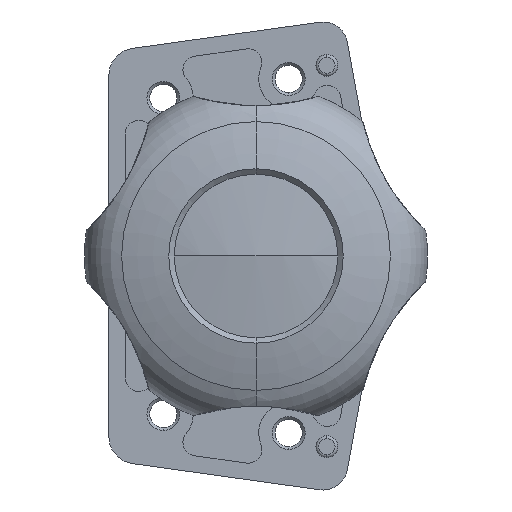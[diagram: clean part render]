
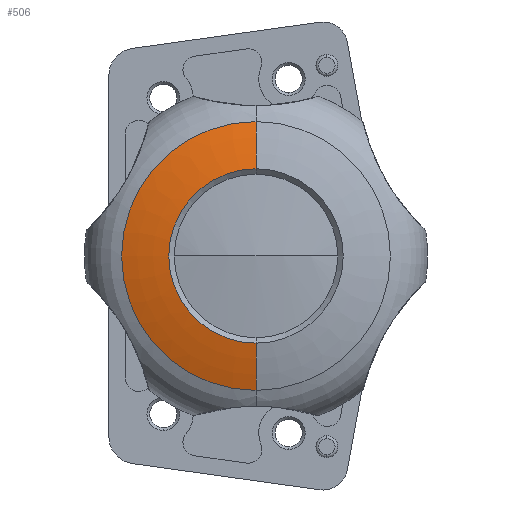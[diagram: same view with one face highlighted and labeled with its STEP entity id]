
A CAD part, front view. The second image highlights one B-rep face of the part: STEP entity #506.
In plain terms, the highlighted toroidal (fillet/blend) face has major radius 0.683 mm and minor radius 80 mm.
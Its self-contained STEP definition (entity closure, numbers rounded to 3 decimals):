
#44 = EDGE_LOOP ( 'NONE', ( #3512, #1735, #2643, #6313 ) ) ;
#284 = CARTESIAN_POINT ( 'NONE',  ( 0., 60.741, 0.683 ) ) ;
#367 = DIRECTION ( 'NONE',  ( 0., 0., -1. ) ) ;
#396 = VERTEX_POINT ( 'NONE', #5995 ) ;
#506 = ADVANCED_FACE ( 'NONE', ( #4113 ), #1658, .T. ) ;
#926 = DIRECTION ( 'NONE',  ( 0., -1., 0. ) ) ;
#1092 = AXIS2_PLACEMENT_3D ( 'NONE', #2445, #3062, #4200 ) ;
#1287 = AXIS2_PLACEMENT_3D ( 'NONE', #284, #3314, #6388 ) ;
#1527 = CIRCLE ( 'NONE', #1092, 24.669 ) ;
#1658 = TOROIDAL_SURFACE ( 'NONE', #7070, -0.683, 80. ) ;
#1735 = ORIENTED_EDGE ( 'NONE', *, *, #5509, .T. ) ;
#2299 = CARTESIAN_POINT ( 'NONE',  ( 0., -15.136, 24.669 ) ) ;
#2445 = CARTESIAN_POINT ( 'NONE',  ( 0., -15.136, 0. ) ) ;
#2487 = CARTESIAN_POINT ( 'NONE',  ( 0., 60.741, 0. ) ) ;
#2614 = EDGE_CURVE ( 'NONE', #4735, #6298, #5773, .T. ) ;
#2643 = ORIENTED_EDGE ( 'NONE', *, *, #6838, .T. ) ;
#2709 = CIRCLE ( 'NONE', #4802, 80. ) ;
#2802 = DIRECTION ( 'NONE',  ( 1., 0., 0. ) ) ;
#3062 = DIRECTION ( 'NONE',  ( 0., -1., 0. ) ) ;
#3314 = DIRECTION ( 'NONE',  ( -1., 0., 0. ) ) ;
#3454 = AXIS2_PLACEMENT_3D ( 'NONE', #5730, #926, #367 ) ;
#3512 = ORIENTED_EDGE ( 'NONE', *, *, #4084, .F. ) ;
#3575 = CIRCLE ( 'NONE', #1287, 80. ) ;
#4084 = EDGE_CURVE ( 'NONE', #4342, #4735, #2709, .T. ) ;
#4113 = FACE_OUTER_BOUND ( 'NONE', #44, .T. ) ;
#4200 = DIRECTION ( 'NONE',  ( 0., 0., -1. ) ) ;
#4342 = VERTEX_POINT ( 'NONE', #2299 ) ;
#4735 = VERTEX_POINT ( 'NONE', #7047 ) ;
#4802 = AXIS2_PLACEMENT_3D ( 'NONE', #5862, #2802, #6457 ) ;
#5509 = EDGE_CURVE ( 'NONE', #4342, #396, #1527, .T. ) ;
#5730 = CARTESIAN_POINT ( 'NONE',  ( 0., -17.5, 0. ) ) ;
#5773 = CIRCLE ( 'NONE', #3454, 16. ) ;
#5862 = CARTESIAN_POINT ( 'NONE',  ( 0., 60.741, -0.683 ) ) ;
#5995 = CARTESIAN_POINT ( 'NONE',  ( 0., -15.136, -24.669 ) ) ;
#6140 = DIRECTION ( 'NONE',  ( 0., 0., -1. ) ) ;
#6298 = VERTEX_POINT ( 'NONE', #6635 ) ;
#6313 = ORIENTED_EDGE ( 'NONE', *, *, #2614, .F. ) ;
#6388 = DIRECTION ( 'NONE',  ( 0., 0., 1. ) ) ;
#6457 = DIRECTION ( 'NONE',  ( 0., 0., -1. ) ) ;
#6635 = CARTESIAN_POINT ( 'NONE',  ( 0., -17.5, -16. ) ) ;
#6838 = EDGE_CURVE ( 'NONE', #396, #6298, #3575, .T. ) ;
#7047 = CARTESIAN_POINT ( 'NONE',  ( 0., -17.5, 16. ) ) ;
#7070 = AXIS2_PLACEMENT_3D ( 'NONE', #2487, #7411, #6140 ) ;
#7411 = DIRECTION ( 'NONE',  ( 0., -1., 0. ) ) ;
